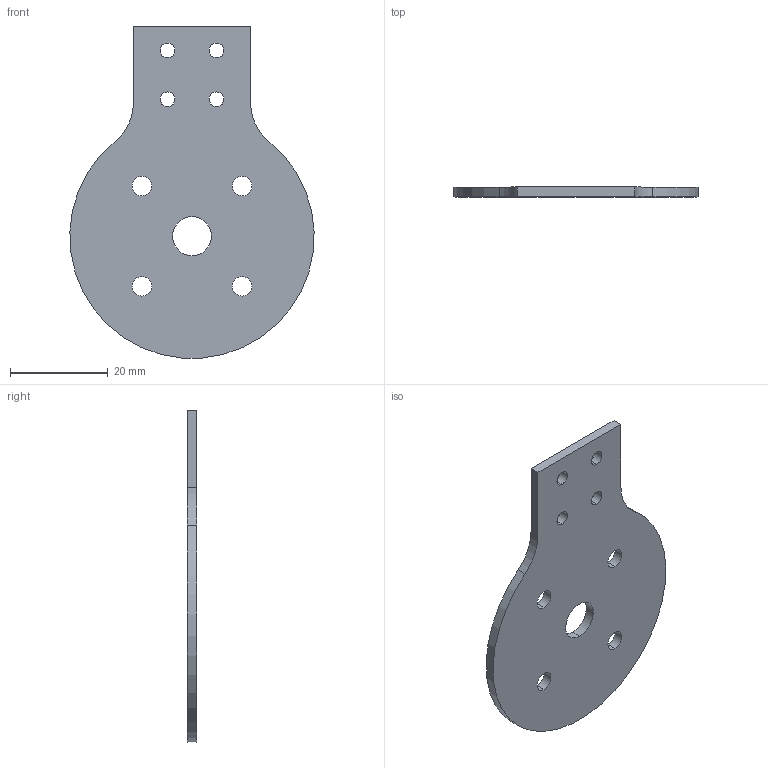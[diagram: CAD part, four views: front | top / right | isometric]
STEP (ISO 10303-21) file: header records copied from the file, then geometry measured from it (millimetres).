
FILE_DESCRIPTION (( 'STEP AP203' ), '1' );
FILE_NAME ('Öá2¡¾3ºÅ¡¿.STEP', '2025-08-22T12:49:56', ( '' ), ( '' ), 'SwSTEP 2.0', 'SolidWorks 2025', '' );
FILE_SCHEMA (( 'CONFIG_CONTROL_DESIGN' ));
Length unit declared in the file: millimetre
Products named in the file (1): 轴2【3号】
Bounding box: 49.96 x 2 x 67.91 mm (x, y, z)
Volume: 4596.6 mm3; surface area: 5215.8 mm2
Topology: 1 solids, 1 shells, 26 faces, 72 edges, 48 vertices
Faces by surface type: cylinder 21, plane 5
Entity records: 971 total; most frequent: DIRECTION 168, CARTESIAN_POINT 147, ORIENTED_EDGE 144, EDGE_CURVE 72, AXIS2_PLACEMENT_3D 69, VERTEX_POINT 48, EDGE_LOOP 44, CIRCLE 42
